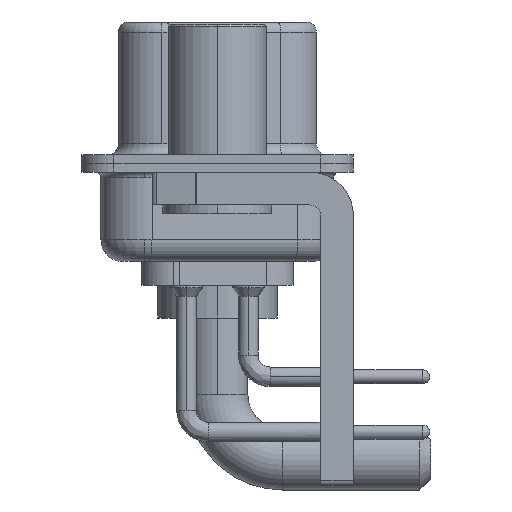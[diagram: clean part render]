
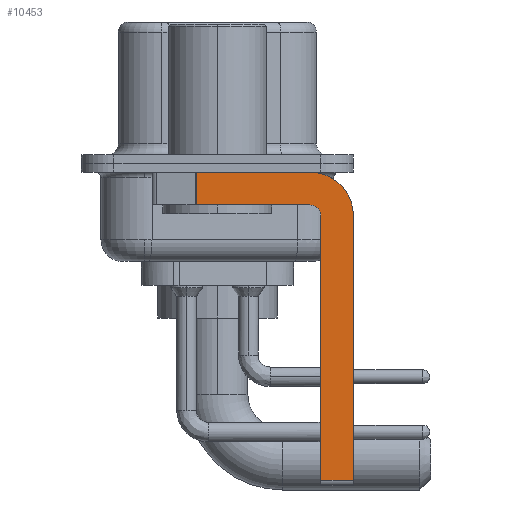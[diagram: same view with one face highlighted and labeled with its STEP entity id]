
A CAD part, left-side view. The second image highlights one B-rep face of the part: STEP entity #10453.
In plain terms, the highlighted planar face has unit normal (-1, 0, 0).
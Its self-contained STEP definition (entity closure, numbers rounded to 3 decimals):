
#512 = AXIS2_PLACEMENT_3D ( 'NONE', #16453, #16892, #14449 ) ;
#650 = VERTEX_POINT ( 'NONE', #8328 ) ;
#1579 = DIRECTION ( 'NONE',  ( 0., 0., 1. ) ) ;
#1954 = VERTEX_POINT ( 'NONE', #18816 ) ;
#2810 = DIRECTION ( 'NONE',  ( 0., -1., 0. ) ) ;
#2865 = AXIS2_PLACEMENT_3D ( 'NONE', #15061, #23825, #14781 ) ;
#2928 = CARTESIAN_POINT ( 'NONE',  ( -2.9, -4.25, -1.9 ) ) ;
#3049 = ORIENTED_EDGE ( 'NONE', *, *, #10238, .F. ) ;
#3143 = EDGE_LOOP ( 'NONE', ( #14484, #11392, #13068, #9795, #14749, #8237, #19926, #3049 ) ) ;
#4018 = CARTESIAN_POINT ( 'NONE',  ( -2.9, -4.25, -14.55 ) ) ;
#4071 = CARTESIAN_POINT ( 'NONE',  ( -2.9, -4.75, -2.4 ) ) ;
#4117 = CARTESIAN_POINT ( 'NONE',  ( -2.9, 0.978, -1.9 ) ) ;
#4426 = EDGE_CURVE ( 'NONE', #650, #23625, #6168, .T. ) ;
#5340 = EDGE_CURVE ( 'NONE', #1954, #7999, #7541, .T. ) ;
#5735 = VECTOR ( 'NONE', #10712, 1000. ) ;
#6168 = LINE ( 'NONE', #4018, #6171 ) ;
#6171 = VECTOR ( 'NONE', #16659, 1000. ) ;
#6621 = EDGE_CURVE ( 'NONE', #15337, #23625, #6673, .T. ) ;
#6673 = LINE ( 'NONE', #15165, #21895 ) ;
#7541 = LINE ( 'NONE', #25064, #12130 ) ;
#7999 = VERTEX_POINT ( 'NONE', #20945 ) ;
#8237 = ORIENTED_EDGE ( 'NONE', *, *, #4426, .T. ) ;
#8328 = CARTESIAN_POINT ( 'NONE',  ( -2.9, -4.75, -14.55 ) ) ;
#9089 = CARTESIAN_POINT ( 'NONE',  ( -2.9, -4.25, -2.4 ) ) ;
#9768 = CARTESIAN_POINT ( 'NONE',  ( -2.9, -6.25, -14.55 ) ) ;
#9795 = ORIENTED_EDGE ( 'NONE', *, *, #22363, .F. ) ;
#10238 = EDGE_CURVE ( 'NONE', #7999, #15337, #14742, .T. ) ;
#10453 = ADVANCED_FACE ( 'NONE', ( #22590 ), #17729, .F. ) ;
#10712 = DIRECTION ( 'NONE',  ( 0., 0., -1. ) ) ;
#11382 = DIRECTION ( 'NONE',  ( 0., 1., 0. ) ) ;
#11392 = ORIENTED_EDGE ( 'NONE', *, *, #11790, .T. ) ;
#11790 = EDGE_CURVE ( 'NONE', #1954, #20083, #24352, .T. ) ;
#12130 = VECTOR ( 'NONE', #2810, 1000. ) ;
#13068 = ORIENTED_EDGE ( 'NONE', *, *, #19869, .F. ) ;
#13543 = LINE ( 'NONE', #2928, #25216 ) ;
#14329 = CIRCLE ( 'NONE', #2865, 0.5 ) ;
#14449 = DIRECTION ( 'NONE',  ( 0., 0., -1. ) ) ;
#14484 = ORIENTED_EDGE ( 'NONE', *, *, #5340, .F. ) ;
#14742 = CIRCLE ( 'NONE', #512, 2. ) ;
#14749 = ORIENTED_EDGE ( 'NONE', *, *, #18592, .F. ) ;
#14781 = DIRECTION ( 'NONE',  ( 0., 0., 1. ) ) ;
#15061 = CARTESIAN_POINT ( 'NONE',  ( -2.9, -4.25, -2.4 ) ) ;
#15165 = CARTESIAN_POINT ( 'NONE',  ( -2.9, -6.25, -2.4 ) ) ;
#15337 = VERTEX_POINT ( 'NONE', #17125 ) ;
#16441 = VECTOR ( 'NONE', #1579, 1000. ) ;
#16453 = CARTESIAN_POINT ( 'NONE',  ( -2.9, -4.25, -2.4 ) ) ;
#16659 = DIRECTION ( 'NONE',  ( 0., -1., 0. ) ) ;
#16892 = DIRECTION ( 'NONE',  ( 1., 0., 0. ) ) ;
#17125 = CARTESIAN_POINT ( 'NONE',  ( -2.9, -6.25, -2.4 ) ) ;
#17729 = PLANE ( 'NONE',  #20686 ) ;
#18592 = EDGE_CURVE ( 'NONE', #650, #22036, #27577, .T. ) ;
#18711 = CARTESIAN_POINT ( 'NONE',  ( -2.9, 0.978, -1.9 ) ) ;
#18816 = CARTESIAN_POINT ( 'NONE',  ( -2.9, 0.978, -0.4 ) ) ;
#19521 = VERTEX_POINT ( 'NONE', #27810 ) ;
#19869 = EDGE_CURVE ( 'NONE', #19521, #20083, #13543, .T. ) ;
#19926 = ORIENTED_EDGE ( 'NONE', *, *, #6621, .F. ) ;
#20083 = VERTEX_POINT ( 'NONE', #18711 ) ;
#20686 = AXIS2_PLACEMENT_3D ( 'NONE', #9089, #22442, #24616 ) ;
#20945 = CARTESIAN_POINT ( 'NONE',  ( -2.9, -4.25, -0.4 ) ) ;
#21895 = VECTOR ( 'NONE', #28244, 1000. ) ;
#22036 = VERTEX_POINT ( 'NONE', #4071 ) ;
#22363 = EDGE_CURVE ( 'NONE', #22036, #19521, #14329, .T. ) ;
#22442 = DIRECTION ( 'NONE',  ( 1., 0., 0. ) ) ;
#22590 = FACE_OUTER_BOUND ( 'NONE', #3143, .T. ) ;
#23405 = CARTESIAN_POINT ( 'NONE',  ( -2.9, -4.75, -14.8 ) ) ;
#23625 = VERTEX_POINT ( 'NONE', #9768 ) ;
#23825 = DIRECTION ( 'NONE',  ( -1., 0., 0. ) ) ;
#24352 = LINE ( 'NONE', #4117, #5735 ) ;
#24616 = DIRECTION ( 'NONE',  ( 0., 0., -1. ) ) ;
#25064 = CARTESIAN_POINT ( 'NONE',  ( -2.9, 3., -0.4 ) ) ;
#25216 = VECTOR ( 'NONE', #11382, 1000. ) ;
#27577 = LINE ( 'NONE', #23405, #16441 ) ;
#27810 = CARTESIAN_POINT ( 'NONE',  ( -2.9, -4.25, -1.9 ) ) ;
#28244 = DIRECTION ( 'NONE',  ( 0., 0., -1. ) ) ;
